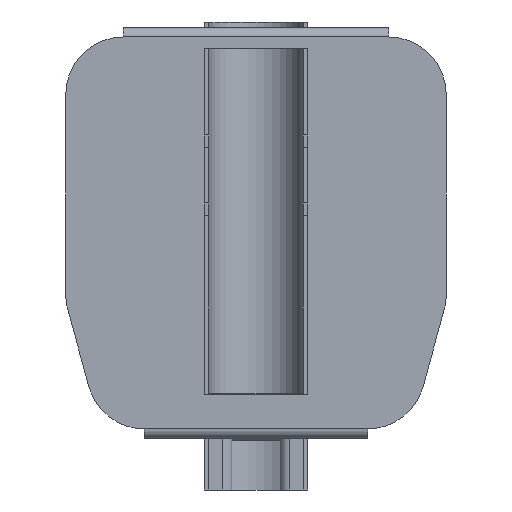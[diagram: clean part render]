
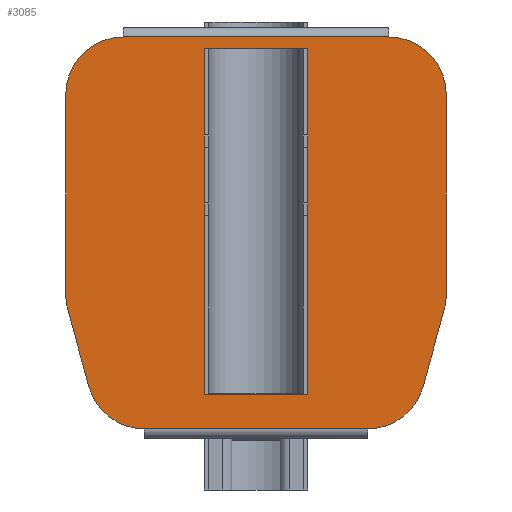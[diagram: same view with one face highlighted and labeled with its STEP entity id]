
A CAD part, front view. The second image highlights one B-rep face of the part: STEP entity #3085.
In plain terms, the highlighted planar face has unit normal (0, -1, 0).
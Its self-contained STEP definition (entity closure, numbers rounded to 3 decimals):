
#37 = CIRCLE ( 'NONE', #3943, 50. ) ;
#59 = ORIENTED_EDGE ( 'NONE', *, *, #2172, .F. ) ;
#107 = AXIS2_PLACEMENT_3D ( 'NONE', #215, #2934, #604 ) ;
#110 = DIRECTION ( 'NONE',  ( 0., 0., -1. ) ) ;
#125 = CARTESIAN_POINT ( 'NONE',  ( -115., -13., 120. ) ) ;
#215 = CARTESIAN_POINT ( 'NONE',  ( 115., -13., 70. ) ) ;
#229 = VERTEX_POINT ( 'NONE', #3513 ) ;
#307 = LINE ( 'NONE', #3463, #4362 ) ;
#337 = DIRECTION ( 'NONE',  ( 0., -1., 0. ) ) ;
#393 = VERTEX_POINT ( 'NONE', #1421 ) ;
#418 = VERTEX_POINT ( 'NONE', #842 ) ;
#463 = PLANE ( 'NONE',  #518 ) ;
#485 = ORIENTED_EDGE ( 'NONE', *, *, #1677, .T. ) ;
#518 = AXIS2_PLACEMENT_3D ( 'NONE', #2354, #4325, #3186 ) ;
#604 = DIRECTION ( 'NONE',  ( 0., 0., -1. ) ) ;
#613 = EDGE_CURVE ( 'NONE', #1812, #2946, #911, .T. ) ;
#626 = CARTESIAN_POINT ( 'NONE',  ( -45., -13., -190. ) ) ;
#637 = CARTESIAN_POINT ( 'NONE',  ( -115., -13., 70. ) ) ;
#652 = VERTEX_POINT ( 'NONE', #2830 ) ;
#655 = VERTEX_POINT ( 'NONE', #2790 ) ;
#679 = CIRCLE ( 'NONE', #1383, 50. ) ;
#771 = EDGE_CURVE ( 'NONE', #1695, #2338, #3100, .T. ) ;
#772 = CARTESIAN_POINT ( 'NONE',  ( 165., -13., -103.304 ) ) ;
#782 = ORIENTED_EDGE ( 'NONE', *, *, #3573, .T. ) ;
#786 = EDGE_CURVE ( 'NONE', #3982, #1695, #3398, .T. ) ;
#798 = ORIENTED_EDGE ( 'NONE', *, *, #1749, .F. ) ;
#822 = CIRCLE ( 'NONE', #107, 50. ) ;
#842 = CARTESIAN_POINT ( 'NONE',  ( 115., -13., 120. ) ) ;
#878 = DIRECTION ( 'NONE',  ( 0., -1., 0. ) ) ;
#911 = CIRCLE ( 'NONE', #4808, 50. ) ;
#912 = CARTESIAN_POINT ( 'NONE',  ( -115., -13., -103.304 ) ) ;
#926 = ORIENTED_EDGE ( 'NONE', *, *, #1285, .F. ) ;
#927 = CARTESIAN_POINT ( 'NONE',  ( 165., -13., -103.304 ) ) ;
#947 = DIRECTION ( 'NONE',  ( 0., -1., 0. ) ) ;
#952 = CARTESIAN_POINT ( 'NONE',  ( 45., -13., -190. ) ) ;
#993 = CARTESIAN_POINT ( 'NONE',  ( 45., -13., 110. ) ) ;
#1020 = VECTOR ( 'NONE', #1802, 1000. ) ;
#1021 = CARTESIAN_POINT ( 'NONE',  ( -96.81, -13., -220. ) ) ;
#1187 = CARTESIAN_POINT ( 'NONE',  ( 163.238, -13., -116.46 ) ) ;
#1223 = VERTEX_POINT ( 'NONE', #1021 ) ;
#1266 = DIRECTION ( 'NONE',  ( 0., 0., -1. ) ) ;
#1285 = EDGE_CURVE ( 'NONE', #393, #2831, #2816, .T. ) ;
#1360 = LINE ( 'NONE', #1731, #2880 ) ;
#1383 = AXIS2_PLACEMENT_3D ( 'NONE', #4400, #2822, #110 ) ;
#1421 = CARTESIAN_POINT ( 'NONE',  ( -45., -13., 110. ) ) ;
#1437 = DIRECTION ( 'NONE',  ( 0., 0., -1. ) ) ;
#1506 = DIRECTION ( 'NONE',  ( 0., 0., 1. ) ) ;
#1677 = EDGE_CURVE ( 'NONE', #2946, #3982, #1775, .T. ) ;
#1695 = VERTEX_POINT ( 'NONE', #772 ) ;
#1720 = CIRCLE ( 'NONE', #4056, 50. ) ;
#1731 = CARTESIAN_POINT ( 'NONE',  ( -165., -13., -103.304 ) ) ;
#1749 = EDGE_CURVE ( 'NONE', #4603, #652, #2983, .T. ) ;
#1775 = LINE ( 'NONE', #1187, #3848 ) ;
#1793 = DIRECTION ( 'NONE',  ( 0., 0., -1. ) ) ;
#1798 = EDGE_CURVE ( 'NONE', #5004, #655, #307, .T. ) ;
#1802 = DIRECTION ( 'NONE',  ( 0., 0., 1. ) ) ;
#1812 = VERTEX_POINT ( 'NONE', #3870 ) ;
#1856 = DIRECTION ( 'NONE',  ( 0., 0., -1. ) ) ;
#1910 = DIRECTION ( 'NONE',  ( -1., 0., 0. ) ) ;
#1934 = CARTESIAN_POINT ( 'NONE',  ( 45., -13., 110. ) ) ;
#1956 = DIRECTION ( 'NONE',  ( 0.263, 0., 0.965 ) ) ;
#2063 = EDGE_CURVE ( 'NONE', #3477, #2235, #1720, .T. ) ;
#2103 = DIRECTION ( 'NONE',  ( 0., 0., -1. ) ) ;
#2172 = EDGE_CURVE ( 'NONE', #652, #393, #2803, .T. ) ;
#2205 = DIRECTION ( 'NONE',  ( -1., 0., 0. ) ) ;
#2235 = VERTEX_POINT ( 'NONE', #3807 ) ;
#2290 = ORIENTED_EDGE ( 'NONE', *, *, #2929, .T. ) ;
#2315 = EDGE_CURVE ( 'NONE', #418, #3477, #3606, .T. ) ;
#2338 = VERTEX_POINT ( 'NONE', #3084 ) ;
#2354 = CARTESIAN_POINT ( 'NONE',  ( -115., -13., -103.304 ) ) ;
#2456 = CARTESIAN_POINT ( 'NONE',  ( -163.238, -13., -116.46 ) ) ;
#2494 = VECTOR ( 'NONE', #4211, 1000. ) ;
#2505 = ORIENTED_EDGE ( 'NONE', *, *, #771, .T. ) ;
#2690 = EDGE_CURVE ( 'NONE', #2831, #4603, #4791, .T. ) ;
#2790 = CARTESIAN_POINT ( 'NONE',  ( -145.048, -13., -183.156 ) ) ;
#2803 = LINE ( 'NONE', #993, #4421 ) ;
#2816 = LINE ( 'NONE', #4208, #2924 ) ;
#2822 = DIRECTION ( 'NONE',  ( 0., -1., 0. ) ) ;
#2830 = CARTESIAN_POINT ( 'NONE',  ( 45., -13., 110. ) ) ;
#2831 = VERTEX_POINT ( 'NONE', #626 ) ;
#2880 = VECTOR ( 'NONE', #4500, 1000. ) ;
#2903 = LINE ( 'NONE', #3031, #2494 ) ;
#2918 = ORIENTED_EDGE ( 'NONE', *, *, #2063, .T. ) ;
#2924 = VECTOR ( 'NONE', #1856, 1000. ) ;
#2929 = EDGE_CURVE ( 'NONE', #1223, #1812, #2903, .T. ) ;
#2934 = DIRECTION ( 'NONE',  ( 0., -1., 0. ) ) ;
#2946 = VERTEX_POINT ( 'NONE', #4617 ) ;
#2983 = LINE ( 'NONE', #1934, #4978 ) ;
#2985 = ORIENTED_EDGE ( 'NONE', *, *, #613, .T. ) ;
#3000 = EDGE_LOOP ( 'NONE', ( #4154, #3888, #3280, #2290, #2985, #485, #4409, #2505, #4555, #3367, #2918, #782 ) ) ;
#3031 = CARTESIAN_POINT ( 'NONE',  ( -115., -13., -220. ) ) ;
#3084 = CARTESIAN_POINT ( 'NONE',  ( 165., -13., 70. ) ) ;
#3085 = ADVANCED_FACE ( 'NONE', ( #3591, #4954 ), #463, .T. ) ;
#3100 = LINE ( 'NONE', #927, #1020 ) ;
#3144 = CARTESIAN_POINT ( 'NONE',  ( 163.238, -13., -116.46 ) ) ;
#3186 = DIRECTION ( 'NONE',  ( 0., 0., -1. ) ) ;
#3213 = EDGE_CURVE ( 'NONE', #655, #1223, #679, .T. ) ;
#3221 = CARTESIAN_POINT ( 'NONE',  ( 96.81, -13., -170. ) ) ;
#3272 = CARTESIAN_POINT ( 'NONE',  ( 45., -13., -190. ) ) ;
#3280 = ORIENTED_EDGE ( 'NONE', *, *, #3213, .T. ) ;
#3317 = DIRECTION ( 'NONE',  ( 1., 0., 0. ) ) ;
#3339 = EDGE_LOOP ( 'NONE', ( #926, #59, #798, #3808 ) ) ;
#3367 = ORIENTED_EDGE ( 'NONE', *, *, #2315, .T. ) ;
#3398 = CIRCLE ( 'NONE', #4148, 50. ) ;
#3423 = CARTESIAN_POINT ( 'NONE',  ( 115., -13., -103.304 ) ) ;
#3459 = VECTOR ( 'NONE', #3317, 1000. ) ;
#3463 = CARTESIAN_POINT ( 'NONE',  ( -163.238, -13., -116.46 ) ) ;
#3477 = VERTEX_POINT ( 'NONE', #125 ) ;
#3513 = CARTESIAN_POINT ( 'NONE',  ( -165., -13., -103.304 ) ) ;
#3573 = EDGE_CURVE ( 'NONE', #2235, #229, #1360, .T. ) ;
#3591 = FACE_BOUND ( 'NONE', #3339, .T. ) ;
#3594 = DIRECTION ( 'NONE',  ( 0.263, 0., -0.965 ) ) ;
#3606 = LINE ( 'NONE', #5068, #3841 ) ;
#3807 = CARTESIAN_POINT ( 'NONE',  ( -165., -13., 70. ) ) ;
#3808 = ORIENTED_EDGE ( 'NONE', *, *, #2690, .F. ) ;
#3841 = VECTOR ( 'NONE', #1910, 1000. ) ;
#3848 = VECTOR ( 'NONE', #1956, 1000. ) ;
#3870 = CARTESIAN_POINT ( 'NONE',  ( 96.81, -13., -220. ) ) ;
#3888 = ORIENTED_EDGE ( 'NONE', *, *, #1798, .T. ) ;
#3943 = AXIS2_PLACEMENT_3D ( 'NONE', #912, #947, #2103 ) ;
#3982 = VERTEX_POINT ( 'NONE', #3144 ) ;
#4056 = AXIS2_PLACEMENT_3D ( 'NONE', #637, #4562, #1793 ) ;
#4148 = AXIS2_PLACEMENT_3D ( 'NONE', #3423, #337, #1437 ) ;
#4154 = ORIENTED_EDGE ( 'NONE', *, *, #4163, .T. ) ;
#4163 = EDGE_CURVE ( 'NONE', #229, #5004, #37, .T. ) ;
#4208 = CARTESIAN_POINT ( 'NONE',  ( -45., -13., 110. ) ) ;
#4211 = DIRECTION ( 'NONE',  ( 1., 0., 0. ) ) ;
#4325 = DIRECTION ( 'NONE',  ( 0., -1., 0. ) ) ;
#4362 = VECTOR ( 'NONE', #3594, 1000. ) ;
#4400 = CARTESIAN_POINT ( 'NONE',  ( -96.81, -13., -170. ) ) ;
#4409 = ORIENTED_EDGE ( 'NONE', *, *, #786, .T. ) ;
#4421 = VECTOR ( 'NONE', #2205, 1000. ) ;
#4500 = DIRECTION ( 'NONE',  ( 0., 0., -1. ) ) ;
#4555 = ORIENTED_EDGE ( 'NONE', *, *, #4575, .T. ) ;
#4562 = DIRECTION ( 'NONE',  ( 0., -1., 0. ) ) ;
#4575 = EDGE_CURVE ( 'NONE', #2338, #418, #822, .T. ) ;
#4603 = VERTEX_POINT ( 'NONE', #3272 ) ;
#4617 = CARTESIAN_POINT ( 'NONE',  ( 145.048, -13., -183.156 ) ) ;
#4791 = LINE ( 'NONE', #952, #3459 ) ;
#4808 = AXIS2_PLACEMENT_3D ( 'NONE', #3221, #878, #1266 ) ;
#4954 = FACE_OUTER_BOUND ( 'NONE', #3000, .T. ) ;
#4978 = VECTOR ( 'NONE', #1506, 1000. ) ;
#5004 = VERTEX_POINT ( 'NONE', #2456 ) ;
#5068 = CARTESIAN_POINT ( 'NONE',  ( -115., -13., 120. ) ) ;
